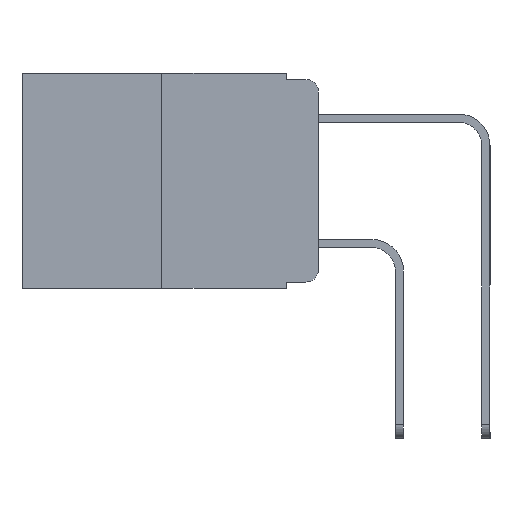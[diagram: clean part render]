
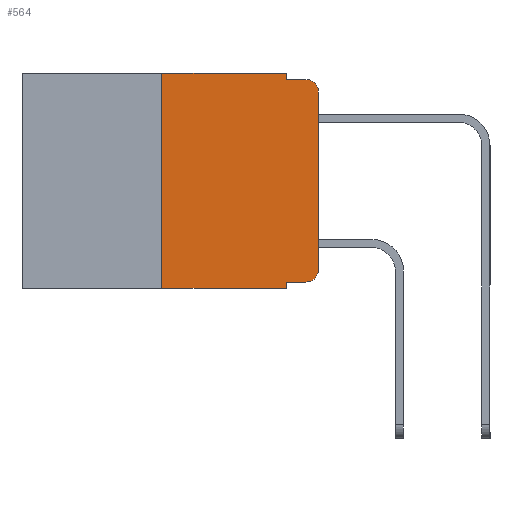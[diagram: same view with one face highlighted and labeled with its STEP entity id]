
A CAD part, left-side view. The second image highlights one B-rep face of the part: STEP entity #564.
In plain terms, the highlighted planar face has unit normal (-1, 0, 0).
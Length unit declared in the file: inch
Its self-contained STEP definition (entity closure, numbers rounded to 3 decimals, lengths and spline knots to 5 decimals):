
#91 = CARTESIAN_POINT ( 'NONE',  ( 0., 0.051, -0.333 ) ) ;
#564 = ADVANCED_FACE ( 'NONE', ( #9990 ), #20305, .F. ) ;
#789 = LINE ( 'NONE', #19210, #5290 ) ;
#801 = DIRECTION ( 'NONE',  ( 0., 0., 1. ) ) ;
#1679 = VERTEX_POINT ( 'NONE', #5906 ) ;
#2153 = DIRECTION ( 'NONE',  ( 0., -1., 0. ) ) ;
#3205 = VECTOR ( 'NONE', #16732, 39.37008 ) ;
#4111 = EDGE_CURVE ( 'NONE', #11236, #13572, #24179, .T. ) ;
#4461 = VERTEX_POINT ( 'NONE', #4464 ) ;
#4464 = CARTESIAN_POINT ( 'NONE',  ( 0., 0., -0.313 ) ) ;
#4730 = AXIS2_PLACEMENT_3D ( 'NONE', #6818, #19844, #8735 ) ;
#5268 = VERTEX_POINT ( 'NONE', #8605 ) ;
#5290 = VECTOR ( 'NONE', #11771, 39.37008 ) ;
#5587 = LINE ( 'NONE', #21219, #14968 ) ;
#5666 = ORIENTED_EDGE ( 'NONE', *, *, #22479, .T. ) ;
#5906 = CARTESIAN_POINT ( 'NONE',  ( 0., 0.02, -0.333 ) ) ;
#5964 = ORIENTED_EDGE ( 'NONE', *, *, #7684, .T. ) ;
#6189 = CIRCLE ( 'NONE', #4730, 0.02 ) ;
#6818 = CARTESIAN_POINT ( 'NONE',  ( 0., 0.02, -0.313 ) ) ;
#7244 = CARTESIAN_POINT ( 'NONE',  ( 0., 0.25, 0. ) ) ;
#7684 = EDGE_CURVE ( 'NONE', #4461, #15752, #22897, .T. ) ;
#8114 = VECTOR ( 'NONE', #20962, 39.37008 ) ;
#8605 = CARTESIAN_POINT ( 'NONE',  ( 0., 0.051, -0.343 ) ) ;
#8735 = DIRECTION ( 'NONE',  ( 0., 0., -1. ) ) ;
#9072 = LINE ( 'NONE', #22683, #23250 ) ;
#9124 = CARTESIAN_POINT ( 'NONE',  ( 0., 0.051, 0. ) ) ;
#9385 = EDGE_CURVE ( 'NONE', #17734, #5268, #13230, .T. ) ;
#9693 = ORIENTED_EDGE ( 'NONE', *, *, #4111, .F. ) ;
#9714 = ORIENTED_EDGE ( 'NONE', *, *, #9385, .F. ) ;
#9840 = CARTESIAN_POINT ( 'NONE',  ( 0., 0.473, 0. ) ) ;
#9990 = FACE_OUTER_BOUND ( 'NONE', #19269, .T. ) ;
#10099 = DIRECTION ( 'NONE',  ( 0., 0., -1. ) ) ;
#10299 = ORIENTED_EDGE ( 'NONE', *, *, #23141, .F. ) ;
#10632 = DIRECTION ( 'NONE',  ( -1., 0., 0. ) ) ;
#11236 = VERTEX_POINT ( 'NONE', #21690 ) ;
#11469 = ORIENTED_EDGE ( 'NONE', *, *, #22276, .T. ) ;
#11590 = EDGE_CURVE ( 'NONE', #15752, #17186, #23204, .T. ) ;
#11756 = DIRECTION ( 'NONE',  ( 1., 0., 0. ) ) ;
#11771 = DIRECTION ( 'NONE',  ( 0., -1., 0. ) ) ;
#11895 = DIRECTION ( 'NONE',  ( 0., 0., -1. ) ) ;
#12084 = ORIENTED_EDGE ( 'NONE', *, *, #18036, .F. ) ;
#13230 = LINE ( 'NONE', #20395, #3205 ) ;
#13252 = CARTESIAN_POINT ( 'NONE',  ( 0., 0.25, 0. ) ) ;
#13572 = VERTEX_POINT ( 'NONE', #13252 ) ;
#14968 = VECTOR ( 'NONE', #10099, 39.37008 ) ;
#15544 = VECTOR ( 'NONE', #17064, 39.37008 ) ;
#15752 = VERTEX_POINT ( 'NONE', #17993 ) ;
#16113 = EDGE_CURVE ( 'NONE', #17734, #1679, #16117, .T. ) ;
#16117 = LINE ( 'NONE', #91, #15544 ) ;
#16197 = VERTEX_POINT ( 'NONE', #22859 ) ;
#16732 = DIRECTION ( 'NONE',  ( 0., 0., -1. ) ) ;
#16858 = LINE ( 'NONE', #9840, #8114 ) ;
#17064 = DIRECTION ( 'NONE',  ( 0., -1., 0. ) ) ;
#17186 = VERTEX_POINT ( 'NONE', #18663 ) ;
#17734 = VERTEX_POINT ( 'NONE', #19879 ) ;
#17993 = CARTESIAN_POINT ( 'NONE',  ( 0., 0., -0.03 ) ) ;
#18036 = EDGE_CURVE ( 'NONE', #16197, #17186, #9072, .T. ) ;
#18206 = ORIENTED_EDGE ( 'NONE', *, *, #16113, .T. ) ;
#18663 = CARTESIAN_POINT ( 'NONE',  ( 0., 0.02, -0.01 ) ) ;
#19161 = EDGE_CURVE ( 'NONE', #13572, #23460, #16858, .T. ) ;
#19210 = CARTESIAN_POINT ( 'NONE',  ( 0., 0.473, -0.343 ) ) ;
#19269 = EDGE_LOOP ( 'NONE', ( #5964, #19323, #12084, #10299, #20151, #9693, #11469, #9714, #18206, #5666 ) ) ;
#19323 = ORIENTED_EDGE ( 'NONE', *, *, #11590, .T. ) ;
#19435 = CARTESIAN_POINT ( 'NONE',  ( 0., 0.473, 0. ) ) ;
#19611 = AXIS2_PLACEMENT_3D ( 'NONE', #21742, #10632, #23585 ) ;
#19844 = DIRECTION ( 'NONE',  ( -1., 0., 0. ) ) ;
#19871 = VECTOR ( 'NONE', #20279, 39.37008 ) ;
#19879 = CARTESIAN_POINT ( 'NONE',  ( 0., 0.051, -0.333 ) ) ;
#20151 = ORIENTED_EDGE ( 'NONE', *, *, #19161, .F. ) ;
#20279 = DIRECTION ( 'NONE',  ( 0., 0., 1. ) ) ;
#20305 = PLANE ( 'NONE',  #21356 ) ;
#20395 = CARTESIAN_POINT ( 'NONE',  ( 0., 0.051, 0. ) ) ;
#20962 = DIRECTION ( 'NONE',  ( 0., -1., 0. ) ) ;
#21219 = CARTESIAN_POINT ( 'NONE',  ( 0., 0.051, 0. ) ) ;
#21356 = AXIS2_PLACEMENT_3D ( 'NONE', #19435, #11756, #11895 ) ;
#21690 = CARTESIAN_POINT ( 'NONE',  ( 0., 0.25, -0.343 ) ) ;
#21742 = CARTESIAN_POINT ( 'NONE',  ( 0., 0.02, -0.03 ) ) ;
#22276 = EDGE_CURVE ( 'NONE', #11236, #5268, #789, .T. ) ;
#22322 = VECTOR ( 'NONE', #801, 39.37008 ) ;
#22479 = EDGE_CURVE ( 'NONE', #1679, #4461, #6189, .T. ) ;
#22683 = CARTESIAN_POINT ( 'NONE',  ( 0., 0.051, -0.01 ) ) ;
#22859 = CARTESIAN_POINT ( 'NONE',  ( 0., 0.051, -0.01 ) ) ;
#22897 = LINE ( 'NONE', #23239, #22322 ) ;
#23141 = EDGE_CURVE ( 'NONE', #23460, #16197, #5587, .T. ) ;
#23204 = CIRCLE ( 'NONE', #19611, 0.02 ) ;
#23239 = CARTESIAN_POINT ( 'NONE',  ( 0., 0., 0. ) ) ;
#23250 = VECTOR ( 'NONE', #2153, 39.37008 ) ;
#23460 = VERTEX_POINT ( 'NONE', #9124 ) ;
#23585 = DIRECTION ( 'NONE',  ( 0., 0., -1. ) ) ;
#24179 = LINE ( 'NONE', #7244, #19871 ) ;
